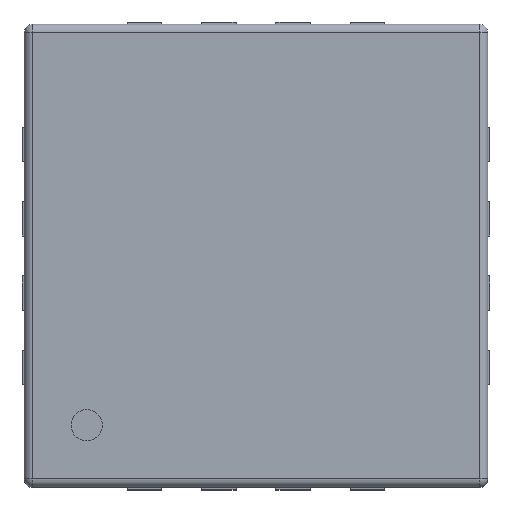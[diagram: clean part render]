
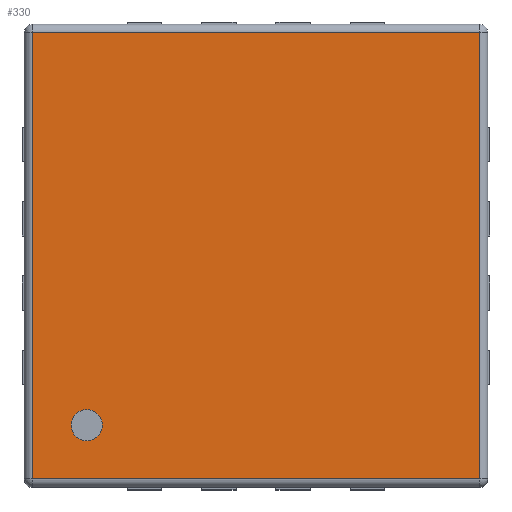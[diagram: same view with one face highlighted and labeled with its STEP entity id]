
A CAD part, top view. The second image highlights one B-rep face of the part: STEP entity #330.
In plain terms, the highlighted planar face has unit normal (0, 0, 1).
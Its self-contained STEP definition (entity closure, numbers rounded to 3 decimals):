
#330=ADVANCED_FACE('',(#1607,#1609),#1611,.T.);
#1607=FACE_BOUND('',#1608,.T.);
#1608=EDGE_LOOP('',(#2580,#2581,#2582,#2583));
#1609=FACE_BOUND('',#1610,.T.);
#1610=EDGE_LOOP('',(#2584));
#1611=PLANE('',#1612);
#1612=AXIS2_PLACEMENT_3D('',#1613,#1614,#1615);
#1613=CARTESIAN_POINT('',(0.,0.,1.));
#1614=DIRECTION('',(0.,0.,1.));
#1615=DIRECTION('',(1.,0.,0.));
#2580=ORIENTED_EDGE('',*,*,#3154,.T.);
#2581=ORIENTED_EDGE('',*,*,#3155,.T.);
#2582=ORIENTED_EDGE('',*,*,#3156,.T.);
#2583=ORIENTED_EDGE('',*,*,#3157,.T.);
#2584=ORIENTED_EDGE('',*,*,#3153,.F.);
#3153=EDGE_CURVE('',#3502,#3502,#3503,.T.);
#3154=EDGE_CURVE('',#3504,#3505,#3506,.T.);
#3155=EDGE_CURVE('',#3505,#3507,#3508,.T.);
#3156=EDGE_CURVE('',#3507,#3509,#3510,.T.);
#3157=EDGE_CURVE('',#3509,#3504,#3511,.T.);
#3502=VERTEX_POINT('',#4226);
#3503=CIRCLE('',#4227,0.137);
#3504=VERTEX_POINT('',#4231);
#3505=VERTEX_POINT('',#4232);
#3506=LINE('',#4233,#4234);
#3507=VERTEX_POINT('',#4236);
#3508=LINE('',#4237,#4238);
#3509=VERTEX_POINT('',#4240);
#3510=LINE('',#4241,#4242);
#3511=LINE('',#4244,#4245);
#4226=CARTESIAN_POINT('',(-1.347,-1.483,1.));
#4227=AXIS2_PLACEMENT_3D('',#4228,#4229,#4230);
#4228=CARTESIAN_POINT('',(-1.483,-1.483,1.));
#4229=DIRECTION('',(0.,0.,1.));
#4230=DIRECTION('',(1.,0.,0.));
#4231=CARTESIAN_POINT('',(1.955,1.955,1.));
#4232=CARTESIAN_POINT('',(-1.955,1.955,1.));
#4233=CARTESIAN_POINT('',(1.955,1.955,1.));
#4234=VECTOR('',#4235,1.);
#4235=DIRECTION('',(-1.,0.,0.));
#4236=CARTESIAN_POINT('',(-1.955,-1.955,1.));
#4237=CARTESIAN_POINT('',(-1.955,1.955,1.));
#4238=VECTOR('',#4239,1.);
#4239=DIRECTION('',(0.,-1.,0.));
#4240=CARTESIAN_POINT('',(1.955,-1.955,1.));
#4241=CARTESIAN_POINT('',(-1.955,-1.955,1.));
#4242=VECTOR('',#4243,1.);
#4243=DIRECTION('',(1.,0.,0.));
#4244=CARTESIAN_POINT('',(1.955,-1.955,1.));
#4245=VECTOR('',#4246,1.);
#4246=DIRECTION('',(0.,1.,0.));
